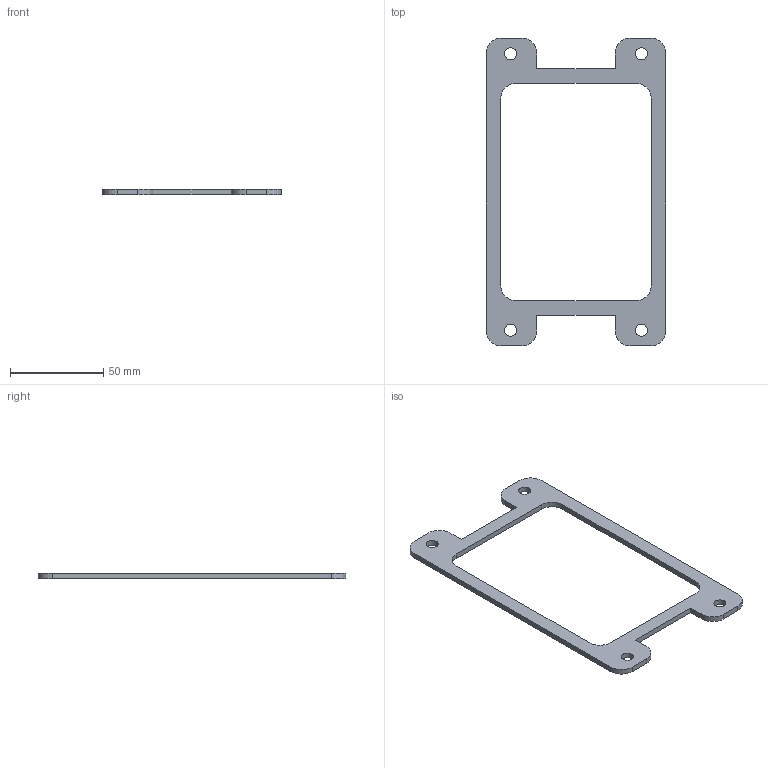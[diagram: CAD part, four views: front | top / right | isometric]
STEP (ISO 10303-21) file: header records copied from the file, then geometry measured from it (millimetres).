
FILE_DESCRIPTION(/* description */ (''),/* implementation_level */ '2;1');
FILE_NAME(/* name */ '100796751ugm000_a.stp',/* time_stamp */ '2018-07-20T14:41:21+02:00',/* author */ (''),/* organization */ (''),/* preprocessor_version */ 'ST-DEVELOPER v16.7',/* originating_system */ 'SIEMENS PLM Software NX 12.0',/* authorisation */ '');
FILE_SCHEMA (('AUTOMOTIVE_DESIGN { 1 0 10303 214 3 1 1 1 }'));
Length unit declared in the file: millimetre
Products named in the file (1): 100796751ugm000_a
Bounding box: 96 x 165 x 3 mm (x, y, z)
Volume: 14664.2 mm3; surface area: 12843.6 mm2
Topology: 1 solids, 1 shells, 49 faces, 268 edges, 322 vertices
Faces by surface type: plane 33, cylinder 16
Full cylindrical faces by diameter (mm): 6.5 x4
Entity records: 3108 total; most frequent: CARTESIAN_POINT 634, DIRECTION 408, ORIENTED_EDGE 356, LINE 208, VECTOR 208, EDGE_CURVE 178, VERTEX_POINT 150, PRESENTATION_STYLE_ASSIGNMENT 100
